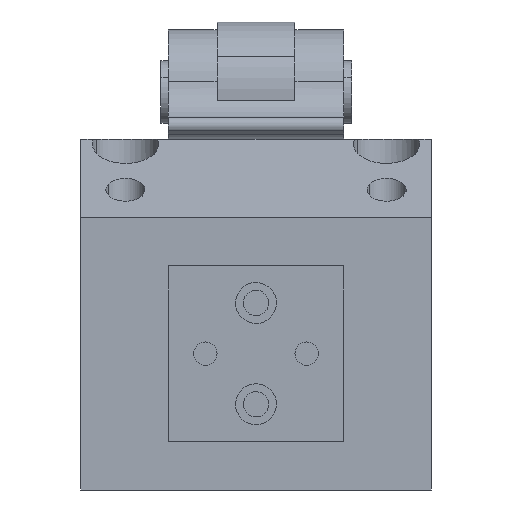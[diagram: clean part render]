
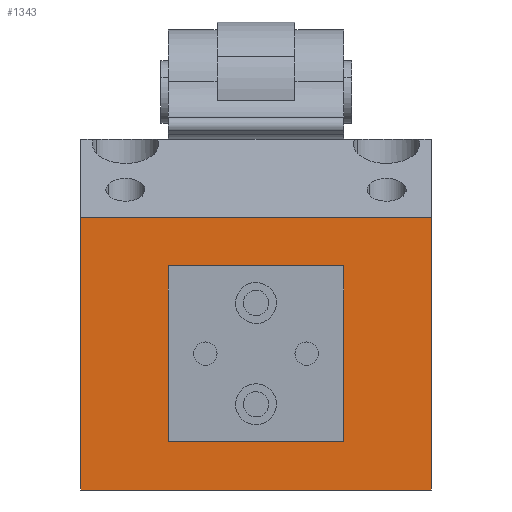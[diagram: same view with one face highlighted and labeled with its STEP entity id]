
A CAD part, front view. The second image highlights one B-rep face of the part: STEP entity #1343.
In plain terms, the highlighted planar face has unit normal (0, -1, 0).
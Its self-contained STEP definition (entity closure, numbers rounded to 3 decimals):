
#921=CARTESIAN_POINT('Vertex',(63.429,0.,45.068)) ;
#924=CARTESIAN_POINT('Axis2P3D Location',(45.,0.,35.)) ;
#928=CARTESIAN_POINT('Vertex',(26.571,0.,24.932)) ;
#968=CARTESIAN_POINT('Axis2P3D Location',(45.,0.,35.)) ;
#1300=CARTESIAN_POINT('Axis2P3D Location',(0.,0.,70.)) ;
#1305=CARTESIAN_POINT('Line Origine',(45.,0.,70.)) ;
#1309=CARTESIAN_POINT('Vertex',(0.,0.,70.)) ;
#1311=CARTESIAN_POINT('Vertex',(90.,0.,70.)) ;
#1314=CARTESIAN_POINT('Line Origine',(0.,0.,35.)) ;
#1318=CARTESIAN_POINT('Vertex',(0.,0.,0.)) ;
#1321=CARTESIAN_POINT('Line Origine',(45.,0.,0.)) ;
#1325=CARTESIAN_POINT('Vertex',(90.,0.,0.)) ;
#1328=CARTESIAN_POINT('Line Origine',(90.,0.,35.)) ;
#925=DIRECTION('Axis2P3D Direction',(0.,-1.,-0.)) ;
#969=DIRECTION('Axis2P3D Direction',(0.,-1.,-0.)) ;
#1301=DIRECTION('Axis2P3D Direction',(0.,-1.,0.)) ;
#1302=DIRECTION('Axis2P3D XDirection',(0.,0.,-1.)) ;
#1306=DIRECTION('Vector Direction',(1.,0.,0.)) ;
#1315=DIRECTION('Vector Direction',(0.,0.,-1.)) ;
#1322=DIRECTION('Vector Direction',(1.,0.,0.)) ;
#1329=DIRECTION('Vector Direction',(0.,0.,-1.)) ;
#926=AXIS2_PLACEMENT_3D('Circle Axis2P3D',#924,#925,$) ;
#970=AXIS2_PLACEMENT_3D('Circle Axis2P3D',#968,#969,$) ;
#1303=AXIS2_PLACEMENT_3D('Plane Axis2P3D',#1300,#1301,#1302) ;
#1334=ORIENTED_EDGE('',*,*,#1313,.F.) ;
#1335=ORIENTED_EDGE('',*,*,#1320,.T.) ;
#1336=ORIENTED_EDGE('',*,*,#1327,.T.) ;
#1337=ORIENTED_EDGE('',*,*,#1332,.F.) ;
#1340=ORIENTED_EDGE('',*,*,#930,.F.) ;
#1341=ORIENTED_EDGE('',*,*,#972,.F.) ;
#1342=FACE_BOUND('',#1339,.T.) ;
#1307=VECTOR('Line Direction',#1306,1.) ;
#1316=VECTOR('Line Direction',#1315,1.) ;
#1323=VECTOR('Line Direction',#1322,1.) ;
#1330=VECTOR('Line Direction',#1329,1.) ;
#1343=ADVANCED_FACE('CU_CPUS-05000-30_0.1\\PartBody',(#1338,#1342),#1304,.T.) ;
#927=CIRCLE('generated circle',#926,21.) ;
#971=CIRCLE('generated circle',#970,21.) ;
#930=EDGE_CURVE('',#922,#929,#927,.T.) ;
#972=EDGE_CURVE('',#929,#922,#971,.T.) ;
#1313=EDGE_CURVE('',#1310,#1312,#1308,.T.) ;
#1320=EDGE_CURVE('',#1310,#1319,#1317,.T.) ;
#1327=EDGE_CURVE('',#1319,#1326,#1324,.T.) ;
#1332=EDGE_CURVE('',#1312,#1326,#1331,.T.) ;
#1333=EDGE_LOOP('',(#1334,#1335,#1336,#1337)) ;
#1339=EDGE_LOOP('',(#1340,#1341)) ;
#1338=FACE_OUTER_BOUND('',#1333,.T.) ;
#1308=LINE('Line',#1305,#1307) ;
#1317=LINE('Line',#1314,#1316) ;
#1324=LINE('Line',#1321,#1323) ;
#1331=LINE('Line',#1328,#1330) ;
#1304=PLANE('Plane',#1303) ;
#922=VERTEX_POINT('',#921) ;
#929=VERTEX_POINT('',#928) ;
#1310=VERTEX_POINT('',#1309) ;
#1312=VERTEX_POINT('',#1311) ;
#1319=VERTEX_POINT('',#1318) ;
#1326=VERTEX_POINT('',#1325) ;
